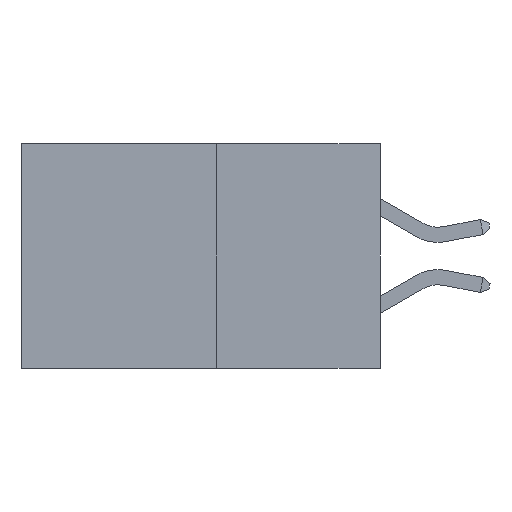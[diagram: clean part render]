
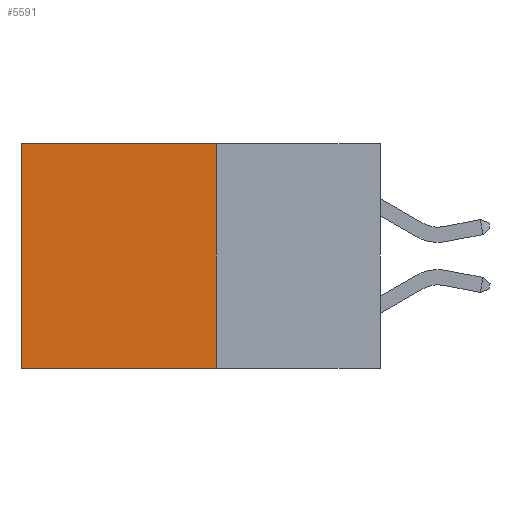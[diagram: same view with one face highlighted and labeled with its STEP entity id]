
A CAD part, left-side view. The second image highlights one B-rep face of the part: STEP entity #5591.
In plain terms, the highlighted planar face has unit normal (-1, 0, 0).
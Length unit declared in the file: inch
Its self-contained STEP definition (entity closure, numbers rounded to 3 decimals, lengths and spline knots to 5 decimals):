
#93 = CARTESIAN_POINT ( 'NONE',  ( 0.277, 0.59, -0.37 ) ) ;
#159 = EDGE_CURVE ( 'NONE', #9748, #373, #3983, .T. ) ;
#373 = VERTEX_POINT ( 'NONE', #1375 ) ;
#605 = CARTESIAN_POINT ( 'NONE',  ( 0.277, 0.27, 0. ) ) ;
#632 = DIRECTION ( 'NONE',  ( 0., 0., -1. ) ) ;
#771 = CARTESIAN_POINT ( 'NONE',  ( 0.277, 0.27, -0.37 ) ) ;
#920 = EDGE_CURVE ( 'NONE', #9391, #9748, #7297, .T. ) ;
#1175 = EDGE_CURVE ( 'NONE', #9391, #9808, #1583, .T. ) ;
#1290 = VECTOR ( 'NONE', #8057, 39.37008 ) ;
#1375 = CARTESIAN_POINT ( 'NONE',  ( 0.277, 0.59, -0.37 ) ) ;
#1504 = VECTOR ( 'NONE', #2780, 39.37008 ) ;
#1583 = LINE ( 'NONE', #605, #1290 ) ;
#2642 = CARTESIAN_POINT ( 'NONE',  ( 0.277, 0.59, 0. ) ) ;
#2652 = VECTOR ( 'NONE', #6836, 39.37008 ) ;
#2780 = DIRECTION ( 'NONE',  ( 0., 1., 0. ) ) ;
#3258 = VECTOR ( 'NONE', #632, 39.37008 ) ;
#3942 = ORIENTED_EDGE ( 'NONE', *, *, #1175, .T. ) ;
#3983 = LINE ( 'NONE', #8038, #1504 ) ;
#4412 = ORIENTED_EDGE ( 'NONE', *, *, #920, .F. ) ;
#4839 = DIRECTION ( 'NONE',  ( 0., 0., -1. ) ) ;
#5589 = FACE_OUTER_BOUND ( 'NONE', #8668, .T. ) ;
#5591 = ADVANCED_FACE ( 'NONE', ( #5589 ), #7092, .F. ) ;
#6115 = EDGE_CURVE ( 'NONE', #9808, #373, #8607, .T. ) ;
#6796 = ORIENTED_EDGE ( 'NONE', *, *, #6115, .T. ) ;
#6836 = DIRECTION ( 'NONE',  ( 0., 0., -1. ) ) ;
#7092 = PLANE ( 'NONE',  #9612 ) ;
#7172 = CARTESIAN_POINT ( 'NONE',  ( 0.277, 0.27, -0.37 ) ) ;
#7297 = LINE ( 'NONE', #7172, #3258 ) ;
#8038 = CARTESIAN_POINT ( 'NONE',  ( 0.277, 0.27, -0.37 ) ) ;
#8057 = DIRECTION ( 'NONE',  ( 0., 1., 0. ) ) ;
#8479 = ORIENTED_EDGE ( 'NONE', *, *, #159, .F. ) ;
#8536 = CARTESIAN_POINT ( 'NONE',  ( 0.277, 0.27, 0. ) ) ;
#8607 = LINE ( 'NONE', #93, #2652 ) ;
#8668 = EDGE_LOOP ( 'NONE', ( #6796, #8479, #4412, #3942 ) ) ;
#9130 = CARTESIAN_POINT ( 'NONE',  ( 0.277, 0.27, -0.37 ) ) ;
#9168 = DIRECTION ( 'NONE',  ( 1., 0., 0. ) ) ;
#9391 = VERTEX_POINT ( 'NONE', #8536 ) ;
#9612 = AXIS2_PLACEMENT_3D ( 'NONE', #9130, #9168, #4839 ) ;
#9748 = VERTEX_POINT ( 'NONE', #771 ) ;
#9808 = VERTEX_POINT ( 'NONE', #2642 ) ;
